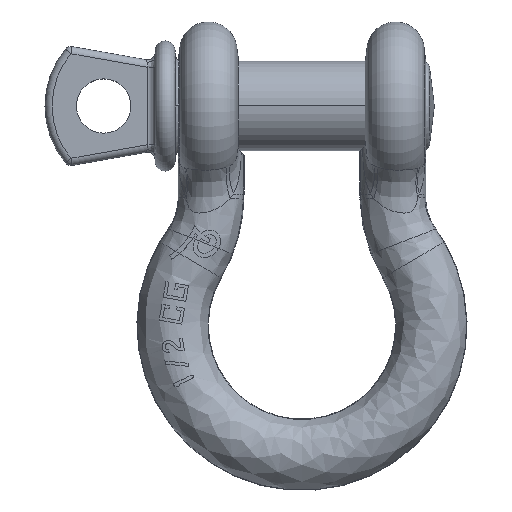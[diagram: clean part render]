
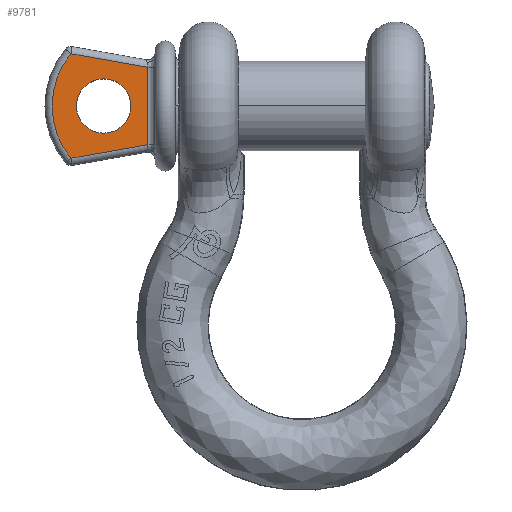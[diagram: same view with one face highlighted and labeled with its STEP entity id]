
A CAD part, top view. The second image highlights one B-rep face of the part: STEP entity #9781.
In plain terms, the highlighted planar face has unit normal (0, 0, 1).
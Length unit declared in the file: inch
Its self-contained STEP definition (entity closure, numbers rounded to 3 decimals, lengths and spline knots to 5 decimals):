
#8920=CARTESIAN_POINT('',(-1.07764,0.27057,0.155));
#8981=DIRECTION('',(-0.985,0.174,0.));
#8982=VECTOR('',#8981,0.54698);
#8983=CARTESIAN_POINT('',(-1.07764,0.27057,0.155));
#8984=LINE('',#8983,#8982);
#8994=CARTESIAN_POINT('',(-1.38764,0.,0.155));
#8995=DIRECTION('',(0.,0.,-1.));
#8996=DIRECTION('',(-1.,0.,0.));
#8997=AXIS2_PLACEMENT_3D('',#8994,#8995,#8996);
#8999=CARTESIAN_POINT('',(-1.38764,0.,0.155));
#9000=DIRECTION('',(0.,0.,-1.));
#9001=DIRECTION('',(1.,0.,0.));
#9002=AXIS2_PLACEMENT_3D('',#8999,#9000,#9001);
#9013=DIRECTION('',(0.,1.,0.));
#9014=VECTOR('',#9013,0.54113);
#9015=CARTESIAN_POINT('',(-1.07764,-0.27057,0.155));
#9016=LINE('',#9015,#9014);
#9035=CARTESIAN_POINT('',(-1.07764,-0.27057,0.155));
#9196=CARTESIAN_POINT('',(-1.17264,0.,0.155));
#9197=DIRECTION('',(0.,0.,1.));
#9198=DIRECTION('',(-0.772,0.636,0.));
#9199=AXIS2_PLACEMENT_3D('',#9196,#9197,#9198);
#9228=DIRECTION('',(0.985,0.174,0.));
#9229=VECTOR('',#9228,0.54698);
#9230=CARTESIAN_POINT('',(-1.61626,-0.36582,0.155));
#9231=LINE('',#9230,#9229);
#9495=CARTESIAN_POINT('',(-1.61626,0.36582,0.155));
#9496=CARTESIAN_POINT('',(-1.61626,-0.36582,0.155));
#9497=VERTEX_POINT('',#9495);
#9498=VERTEX_POINT('',#9496);
#9517=VERTEX_POINT('',#8920);
#9548=VERTEX_POINT('',#9035);
#9553=CARTESIAN_POINT('',(-1.57764,0.,0.155));
#9554=CARTESIAN_POINT('',(-1.19764,0.,0.155));
#9555=VERTEX_POINT('',#9553);
#9556=VERTEX_POINT('',#9554);
#9761=CARTESIAN_POINT('',(-0.83764,0.,0.155));
#9762=DIRECTION('',(0.,0.,1.));
#9763=DIRECTION('',(1.,0.,0.));
#9764=AXIS2_PLACEMENT_3D('',#9761,#9762,#9763);
#9765=PLANE('',#9764);
#9767=ORIENTED_EDGE('',*,*,#9766,.F.);
#9769=ORIENTED_EDGE('',*,*,#9768,.F.);
#9771=ORIENTED_EDGE('',*,*,#9770,.F.);
#9772=ORIENTED_EDGE('',*,*,#9751,.F.);
#9773=EDGE_LOOP('',(#9767,#9769,#9771,#9772));
#9774=FACE_OUTER_BOUND('',#9773,.F.);
#9776=ORIENTED_EDGE('',*,*,#9775,.F.);
#9778=ORIENTED_EDGE('',*,*,#9777,.F.);
#9779=EDGE_LOOP('',(#9776,#9778));
#9780=FACE_BOUND('',#9779,.F.);
#9781=ADVANCED_FACE('',(#9774,#9780),#9765,.T.);
#8998=CIRCLE('',#8997,0.19);
#9003=CIRCLE('',#9002,0.19);
#9200=CIRCLE('',#9199,0.575);
#9751=EDGE_CURVE('',#9517,#9497,#8984,.T.);
#9766=EDGE_CURVE('',#9548,#9517,#9016,.T.);
#9768=EDGE_CURVE('',#9498,#9548,#9231,.T.);
#9770=EDGE_CURVE('',#9497,#9498,#9200,.T.);
#9775=EDGE_CURVE('',#9555,#9556,#8998,.T.);
#9777=EDGE_CURVE('',#9556,#9555,#9003,.T.);
